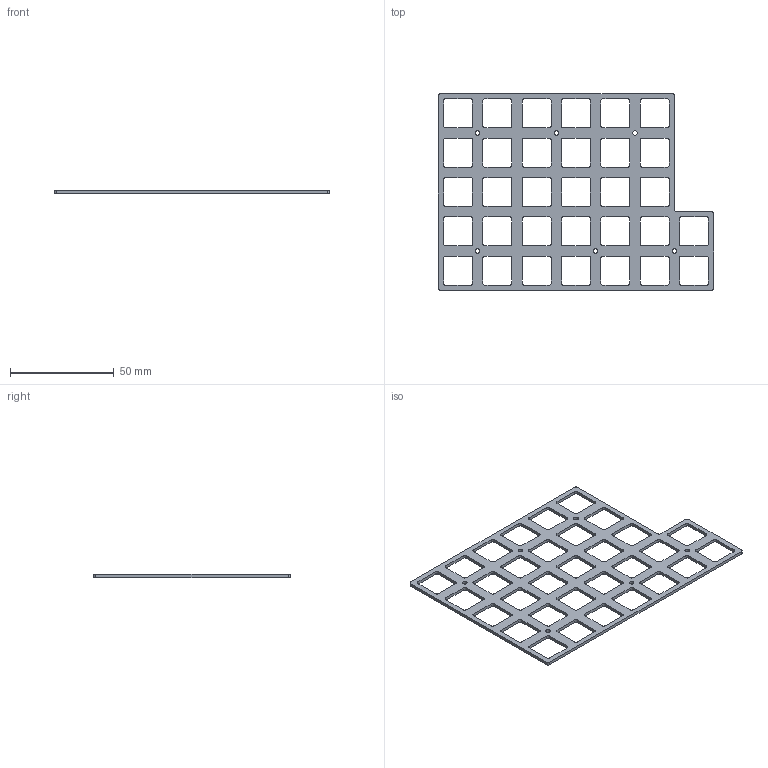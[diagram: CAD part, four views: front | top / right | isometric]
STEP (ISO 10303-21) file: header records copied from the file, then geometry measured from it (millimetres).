
FILE_DESCRIPTION(/* description */ (''),/* implementation_level */ '2;1');
FILE_NAME(/* name */ 'switch-plage.step',/* time_stamp */ '2022-01-30T17:08:30+09:00',/* author */ (''),/* organization */ (''),/* preprocessor_version */ 'ST-DEVELOPER v18.1',/* originating_system */ 'Autodesk Translation Framework v10.10.0.1391',/* authorisation */ '');
FILE_SCHEMA (('AUTOMOTIVE_DESIGN { 1 0 10303 214 3 1 1 }'));
Length unit declared in the file: millimetre
Products named in the file (1): helix-case rev2
Bounding box: 133 x 95 x 1.5 mm (x, y, z)
Volume: 7925.7 mm3; surface area: 13915.5 mm2
Topology: 1 solids, 1 shells, 276 faces, 822 edges, 548 vertices
Faces by surface type: cylinder 140, plane 136
Full cylindrical faces by diameter (mm): 2.2 x6
Entity records: 9541 total; most frequent: DIRECTION 1656, CARTESIAN_POINT 1647, ORIENTED_EDGE 1644, EDGE_CURVE 822, AXIS2_PLACEMENT_3D 557, VERTEX_POINT 548, LINE 542, VECTOR 542
